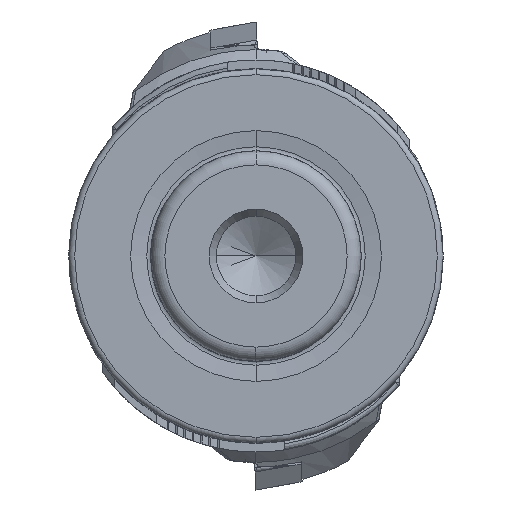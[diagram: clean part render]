
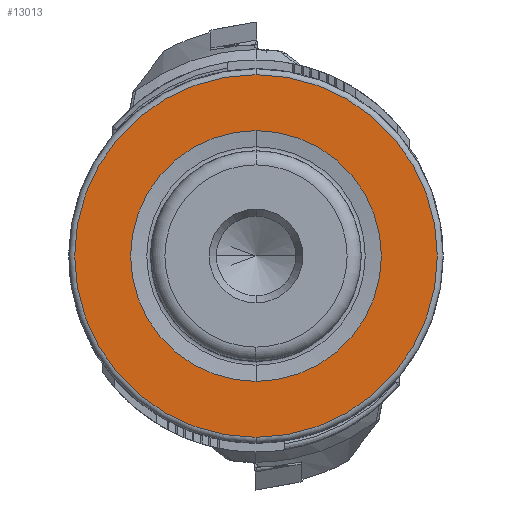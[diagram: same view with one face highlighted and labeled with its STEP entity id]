
A CAD part, left-side view. The second image highlights one B-rep face of the part: STEP entity #13013.
In plain terms, the highlighted planar face has unit normal (-1, 0, 0).
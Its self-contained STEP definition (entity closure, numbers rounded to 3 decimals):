
#991 = CARTESIAN_POINT ( 'NONE',  ( 0., 0., 0. ) ) ;
#1054 = FACE_OUTER_BOUND ( 'NONE', #7173, .T. ) ;
#1234 = AXIS2_PLACEMENT_3D ( 'NONE', #20987, #14078, #12404 ) ;
#1580 = AXIS2_PLACEMENT_3D ( 'NONE', #991, #13046, #2745 ) ;
#2694 = CARTESIAN_POINT ( 'NONE',  ( 0., 0., 15.5 ) ) ;
#2745 = DIRECTION ( 'NONE',  ( 0., 0., 1. ) ) ;
#3111 = EDGE_CURVE ( 'NONE', #17657, #20644, #15542, .T. ) ;
#3222 = EDGE_CURVE ( 'NONE', #21622, #16092, #5324, .T. ) ;
#3636 = ORIENTED_EDGE ( 'NONE', *, *, #3111, .F. ) ;
#4037 = CARTESIAN_POINT ( 'NONE',  ( 0., 0., 0. ) ) ;
#5324 = CIRCLE ( 'NONE', #5610, 15.5 ) ;
#5610 = AXIS2_PLACEMENT_3D ( 'NONE', #16352, #6037, #18079 ) ;
#5740 = DIRECTION ( 'NONE',  ( 0., 0., 1. ) ) ;
#6037 = DIRECTION ( 'NONE',  ( -1., 0., 0. ) ) ;
#7173 = EDGE_LOOP ( 'NONE', ( #12744, #17878 ) ) ;
#8167 = ORIENTED_EDGE ( 'NONE', *, *, #15184, .F. ) ;
#8219 = CARTESIAN_POINT ( 'NONE',  ( 0., 0., 0. ) ) ;
#9311 = CIRCLE ( 'NONE', #1580, 10.715 ) ;
#9659 = FACE_BOUND ( 'NONE', #9738, .T. ) ;
#9721 = CARTESIAN_POINT ( 'NONE',  ( 0., 0., 10.715 ) ) ;
#9738 = EDGE_LOOP ( 'NONE', ( #3636, #8167 ) ) ;
#9953 = DIRECTION ( 'NONE',  ( 0., 0., 1. ) ) ;
#10704 = CARTESIAN_POINT ( 'NONE',  ( 0., 0., -15.5 ) ) ;
#11928 = AXIS2_PLACEMENT_3D ( 'NONE', #8219, #20258, #9953 ) ;
#12404 = DIRECTION ( 'NONE',  ( 0., 0., -1. ) ) ;
#12744 = ORIENTED_EDGE ( 'NONE', *, *, #3222, .T. ) ;
#13013 = ADVANCED_FACE ( 'NONE', ( #9659, #1054 ), #19285, .F. ) ;
#13046 = DIRECTION ( 'NONE',  ( -1., 0., 0. ) ) ;
#13931 = CARTESIAN_POINT ( 'NONE',  ( 0., 0., -10.715 ) ) ;
#14078 = DIRECTION ( 'NONE',  ( 1., 0., 0. ) ) ;
#15184 = EDGE_CURVE ( 'NONE', #20644, #17657, #9311, .T. ) ;
#15276 = EDGE_CURVE ( 'NONE', #16092, #21622, #20909, .T. ) ;
#15542 = CIRCLE ( 'NONE', #22120, 10.715 ) ;
#16045 = DIRECTION ( 'NONE',  ( -1., 0., 0. ) ) ;
#16092 = VERTEX_POINT ( 'NONE', #10704 ) ;
#16352 = CARTESIAN_POINT ( 'NONE',  ( 0., 0., 0. ) ) ;
#17657 = VERTEX_POINT ( 'NONE', #9721 ) ;
#17878 = ORIENTED_EDGE ( 'NONE', *, *, #15276, .T. ) ;
#18079 = DIRECTION ( 'NONE',  ( 0., 0., 1. ) ) ;
#19285 = PLANE ( 'NONE',  #1234 ) ;
#20258 = DIRECTION ( 'NONE',  ( -1., 0., 0. ) ) ;
#20644 = VERTEX_POINT ( 'NONE', #13931 ) ;
#20909 = CIRCLE ( 'NONE', #11928, 15.5 ) ;
#20987 = CARTESIAN_POINT ( 'NONE',  ( 0., 10.715, 0. ) ) ;
#21622 = VERTEX_POINT ( 'NONE', #2694 ) ;
#22120 = AXIS2_PLACEMENT_3D ( 'NONE', #4037, #16045, #5740 ) ;
